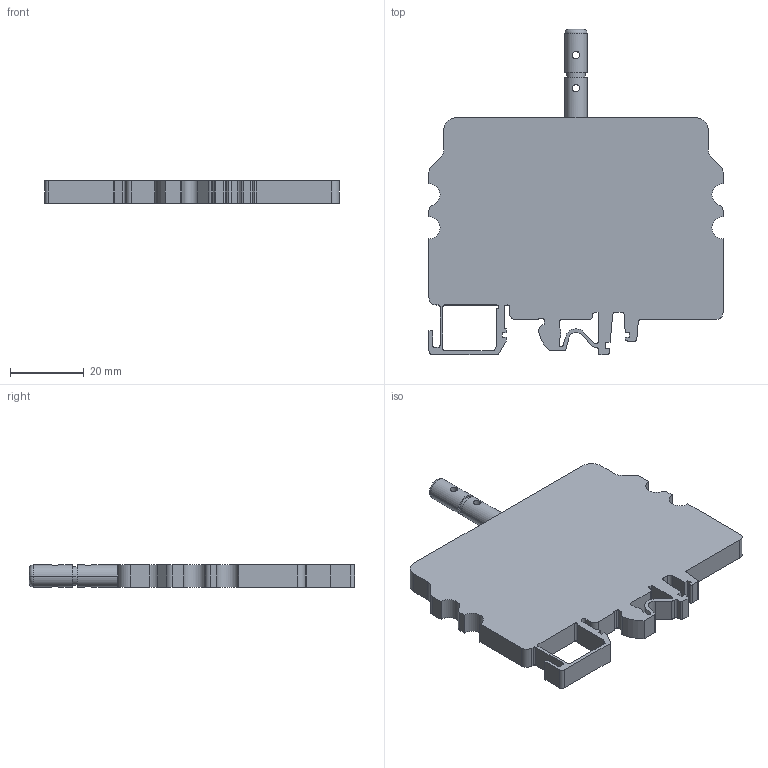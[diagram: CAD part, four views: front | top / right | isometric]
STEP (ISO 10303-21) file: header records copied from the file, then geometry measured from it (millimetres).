
FILE_DESCRIPTION((''),'2;1');
FILE_NAME('PZD_6-SO_ASM','2022-09-23T12:16:32',('klemen.sitar'),('Audax d.o.o.'),'CREO PARAMETRIC BY PTC INC, 2021304','CREO PARAMETRIC BY PTC INC, 2021304','');
FILE_SCHEMA(('AP242_MANAGED_MODEL_BASED_3D_ENGINEERING_MIM_LF { 1 0 10303 442 1 1 4 }'));
Length unit declared in the file: millimetre
Products named in the file (2): PZD_6_SO-53110; PZD_6-SO_ASM
Assembly tree (1 placements, depth 2):
  PZD_6-SO_ASM
    PZD_6_SO-53110
Bounding box: 80 x 88.5 x 6 mm (x, y, z)
Volume: 26476.5 mm3; surface area: 11846 mm2
Topology: 1 solids, 1 shells, 128 faces, 378 edges, 254 vertices
Faces by surface type: plane 70, cylinder 56, torus 2
Entity records: 8104 total; most frequent: CARTESIAN_POINT 3229, ORIENTED_EDGE 756, DIRECTION 754, PRESENTATION_STYLE_ASSIGNMENT 381, STYLED_ITEM 381, CURVE_STYLE 380, EDGE_CURVE 378, VERTEX_POINT 254
